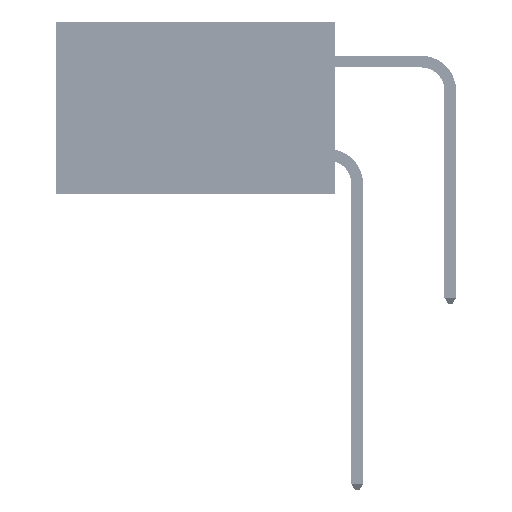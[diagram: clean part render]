
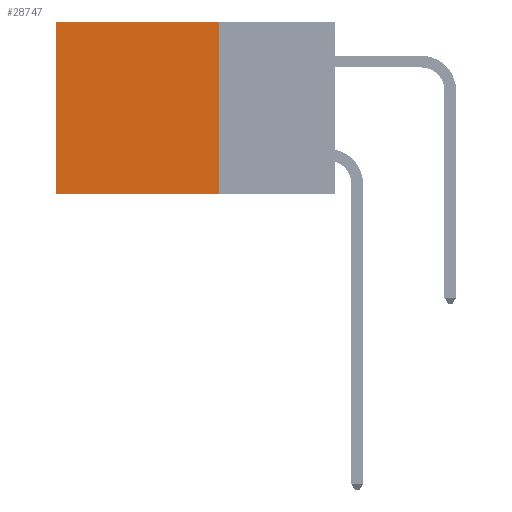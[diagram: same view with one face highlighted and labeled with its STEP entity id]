
A CAD part, left-side view. The second image highlights one B-rep face of the part: STEP entity #28747.
In plain terms, the highlighted planar face has unit normal (-1, 0, 0).
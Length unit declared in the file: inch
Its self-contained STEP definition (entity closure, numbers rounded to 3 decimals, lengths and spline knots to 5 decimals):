
#563 = FACE_OUTER_BOUND ( 'NONE', #23525, .T. ) ;
#717 = LINE ( 'NONE', #4395, #46809 ) ;
#1241 = CARTESIAN_POINT ( 'NONE',  ( 0.2875, 0.6, 0. ) ) ;
#1799 = ORIENTED_EDGE ( 'NONE', *, *, #41061, .F. ) ;
#3062 = CARTESIAN_POINT ( 'NONE',  ( 0.2875, 0.6, -0.37 ) ) ;
#4395 = CARTESIAN_POINT ( 'NONE',  ( 0.2875, 0.25, 0. ) ) ;
#5278 = VERTEX_POINT ( 'NONE', #5765 ) ;
#5765 = CARTESIAN_POINT ( 'NONE',  ( 0.2875, 0.6, 0. ) ) ;
#8597 = DIRECTION ( 'NONE',  ( 0., 0., -1. ) ) ;
#12207 = CARTESIAN_POINT ( 'NONE',  ( 0.2875, 0.25, 0. ) ) ;
#15746 = VECTOR ( 'NONE', #42556, 39.37008 ) ;
#15970 = DIRECTION ( 'NONE',  ( 0., 1., 0. ) ) ;
#16666 = LINE ( 'NONE', #1241, #47751 ) ;
#18694 = ORIENTED_EDGE ( 'NONE', *, *, #41193, .F. ) ;
#22324 = VERTEX_POINT ( 'NONE', #3062 ) ;
#23525 = EDGE_LOOP ( 'NONE', ( #46724, #1799, #18694, #45961 ) ) ;
#26349 = CARTESIAN_POINT ( 'NONE',  ( 0.2875, 0.25, -0.37 ) ) ;
#27455 = PLANE ( 'NONE',  #30601 ) ;
#28747 = ADVANCED_FACE ( 'NONE', ( #563 ), #27455, .F. ) ;
#29070 = LINE ( 'NONE', #47036, #31476 ) ;
#30601 = AXIS2_PLACEMENT_3D ( 'NONE', #12207, #45976, #30831 ) ;
#30831 = DIRECTION ( 'NONE',  ( 0., 0., -1. ) ) ;
#31476 = VECTOR ( 'NONE', #15970, 39.37008 ) ;
#33463 = CARTESIAN_POINT ( 'NONE',  ( 0.2875, 0.25, 0. ) ) ;
#36256 = DIRECTION ( 'NONE',  ( 0., 0., -1. ) ) ;
#41061 = EDGE_CURVE ( 'NONE', #47847, #22324, #46225, .T. ) ;
#41193 = EDGE_CURVE ( 'NONE', #42643, #47847, #717, .T. ) ;
#42556 = DIRECTION ( 'NONE',  ( 0., 1., 0. ) ) ;
#42643 = VERTEX_POINT ( 'NONE', #33463 ) ;
#45961 = ORIENTED_EDGE ( 'NONE', *, *, #46001, .T. ) ;
#45976 = DIRECTION ( 'NONE',  ( 1., 0., 0. ) ) ;
#46001 = EDGE_CURVE ( 'NONE', #42643, #5278, #29070, .T. ) ;
#46225 = LINE ( 'NONE', #26349, #15746 ) ;
#46692 = CARTESIAN_POINT ( 'NONE',  ( 0.2875, 0.25, -0.37 ) ) ;
#46724 = ORIENTED_EDGE ( 'NONE', *, *, #49178, .T. ) ;
#46809 = VECTOR ( 'NONE', #8597, 39.37008 ) ;
#47036 = CARTESIAN_POINT ( 'NONE',  ( 0.2875, 0.25, 0. ) ) ;
#47751 = VECTOR ( 'NONE', #36256, 39.37008 ) ;
#47847 = VERTEX_POINT ( 'NONE', #46692 ) ;
#49178 = EDGE_CURVE ( 'NONE', #5278, #22324, #16666, .T. ) ;
